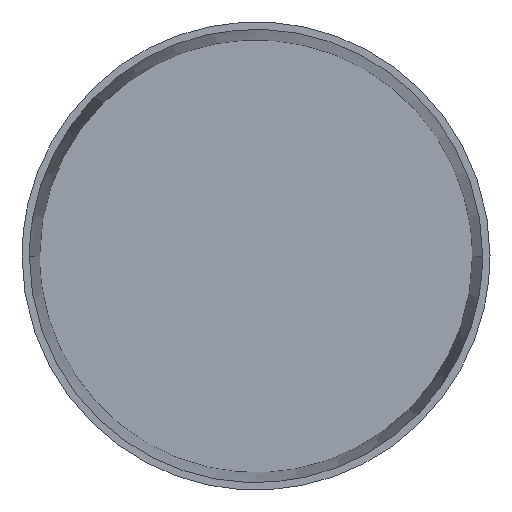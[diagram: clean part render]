
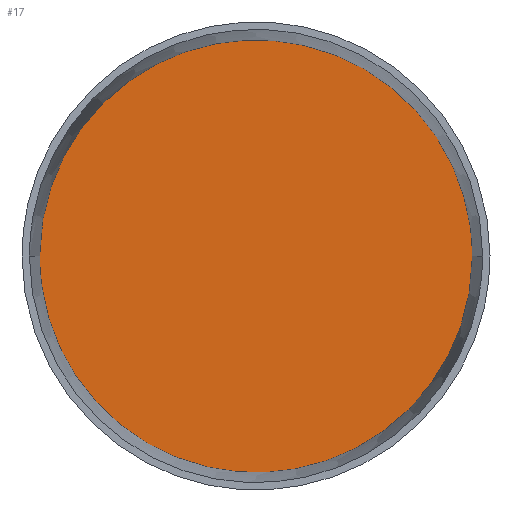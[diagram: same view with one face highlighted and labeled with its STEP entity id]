
A CAD part, top view. The second image highlights one B-rep face of the part: STEP entity #17.
In plain terms, the highlighted planar face has unit normal (0, 0, 1).
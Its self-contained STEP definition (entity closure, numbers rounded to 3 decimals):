
#17=ADVANCED_FACE('',(#24),#93,.T.);
#24=FACE_OUTER_BOUND('',#31,.T.);
#31=EDGE_LOOP('',(#45,#46));
#45=ORIENTED_EDGE('',*,*,#72,.F.);
#46=ORIENTED_EDGE('',*,*,#66,.F.);
#66=EDGE_CURVE('',#87,#91,#78,.T.);
#72=EDGE_CURVE('',#91,#87,#84,.T.);
#78=(
BOUNDED_CURVE()
B_SPLINE_CURVE(2,(#314,#315,#316,#317,#318),.UNSPECIFIED.,.F.,.F.)
B_SPLINE_CURVE_WITH_KNOTS((3,2,3),(0.,33.7,67.4),.UNSPECIFIED.)
CURVE()
GEOMETRIC_REPRESENTATION_ITEM()
RATIONAL_B_SPLINE_CURVE((1.,0.707,1.,0.707,1.))
REPRESENTATION_ITEM('')
);
#84=(
BOUNDED_CURVE()
B_SPLINE_CURVE(2,(#342,#343,#344,#345,#346),.UNSPECIFIED.,.F.,.F.)
B_SPLINE_CURVE_WITH_KNOTS((3,2,3),(67.4,101.1,134.8),.UNSPECIFIED.)
CURVE()
GEOMETRIC_REPRESENTATION_ITEM()
RATIONAL_B_SPLINE_CURVE((1.,0.707,1.,0.707,1.))
REPRESENTATION_ITEM('')
);
#87=VERTEX_POINT('',#285);
#91=VERTEX_POINT('',#289);
#93=PLANE('',#188);
#188=AXIS2_PLACEMENT_3D('',#240,#194,$);
#194=DIRECTION('',(0.,0.,1.));
#240=CARTESIAN_POINT('',(-16.412,16.412,-0.877));
#285=CARTESIAN_POINT('',(16.09,0.,-0.877));
#289=CARTESIAN_POINT('',(-16.09,0.,-0.877));
#314=CARTESIAN_POINT('',(16.09,0.,-0.877));
#315=CARTESIAN_POINT('',(16.09,-16.09,-0.877));
#316=CARTESIAN_POINT('',(0.,-16.09,-0.877));
#317=CARTESIAN_POINT('',(-16.09,-16.09,-0.877));
#318=CARTESIAN_POINT('',(-16.09,0.,-0.877));
#342=CARTESIAN_POINT('',(-16.09,0.,-0.877));
#343=CARTESIAN_POINT('',(-16.09,16.09,-0.877));
#344=CARTESIAN_POINT('',(0.,16.09,-0.877));
#345=CARTESIAN_POINT('',(16.09,16.09,-0.877));
#346=CARTESIAN_POINT('',(16.09,0.,-0.877));
